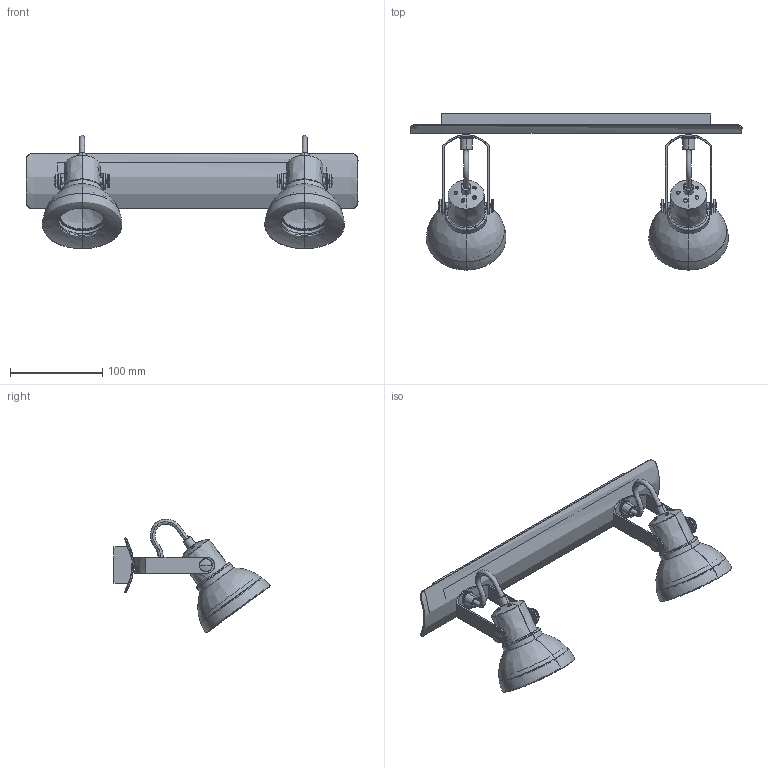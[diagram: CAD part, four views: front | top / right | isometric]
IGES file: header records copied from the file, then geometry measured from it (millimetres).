
Start section: SolidWorks IGES file using analytic representation for surfaces
Global section: file name: FARO RING 2L.IGS; native system: SolidWorks 2012; preprocessor: SolidWorks 2012; author: Zairaholgado; date: 140404.101305; units: millimetre
Bounding box: 360 x 169.17 x 122.97 mm (x, y, z)
Surface area: 196891.4 mm2 (no closed solid volume)
Topology: 0 solids, 0 shells, 837 faces, 8480 edges, 8466 vertices
Faces by surface type: revolution 445, bspline 392
